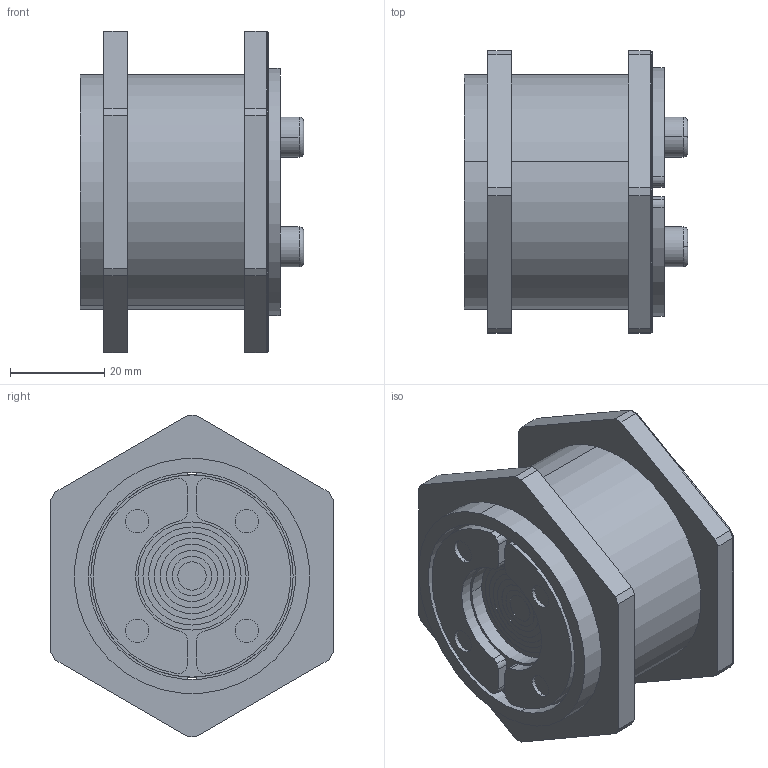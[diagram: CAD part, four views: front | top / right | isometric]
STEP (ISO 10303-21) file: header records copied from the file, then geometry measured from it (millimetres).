
FILE_DESCRIPTION((''),'2;1');
FILE_NAME('CRST 43.stp','2004-01-13T11:05:46',('petor'),(''),'Autodesk Inventor 8','Autodesk Inventor 8','');
FILE_SCHEMA(('AUTOMOTIVE_DESIGN { 1 0 10303 214 1 1 1 1 }'));
Length unit declared in the file: millimetre
Products named in the file (3): CRST 43; CRS 43
Assembly tree (2 placements, depth 2):
  CRST 43
    CRS 43
    CRST 43
Bounding box: 47.5 x 60 x 68.28 mm (x, y, z)
Volume: 88512.3 mm3; surface area: 29561.1 mm2
Topology: 2 solids, 2 shells, 227 faces, 538 edges, 348 vertices
Faces by surface type: cylinder 120, plane 97, torus 10
Entity records: 6689 total; most frequent: DIRECTION 1248, CARTESIAN_POINT 1118, ORIENTED_EDGE 1076, EDGE_CURVE 538, AXIS2_PLACEMENT_3D 478, VERTEX_POINT 348, VECTOR 292, LINE 292
